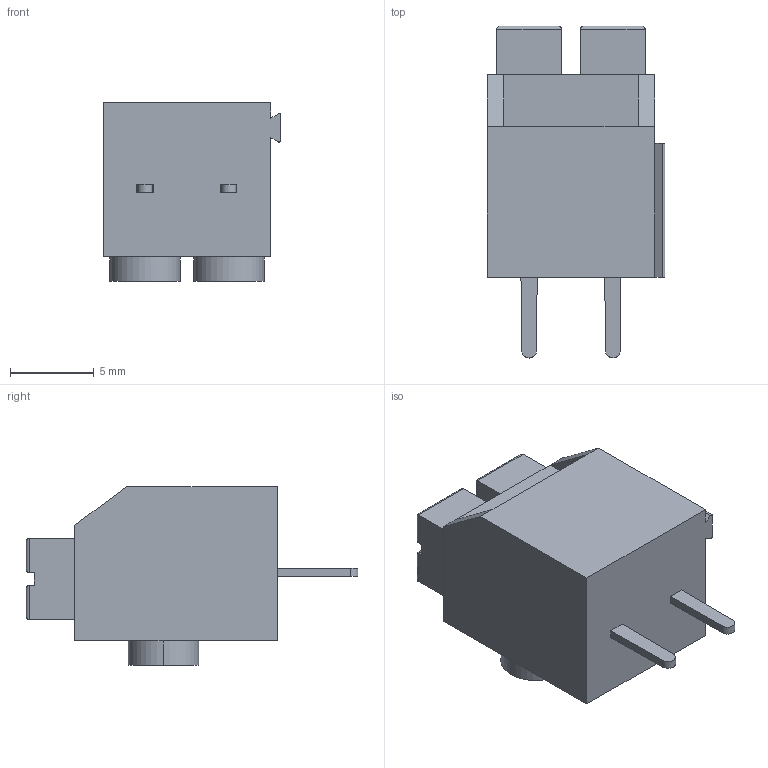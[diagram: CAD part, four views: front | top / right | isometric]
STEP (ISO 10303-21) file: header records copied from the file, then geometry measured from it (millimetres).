
FILE_DESCRIPTION((''),'2;1');
FILE_NAME('PRT0007','2020-05-27T',('P'),(''),'PRO/ENGINEER BY PARAMETRIC TECHNOLOGY CORPORATION, 2010280','PRO/ENGINEER BY PARAMETRIC TECHNOLOGY CORPORATION, 2010280','');
FILE_SCHEMA(('CONFIG_CONTROL_DESIGN'));
Length unit declared in the file: millimetre
Products named in the file (1): PRT0007
Bounding box: 10.6 x 19.8 x 10.65 mm (x, y, z)
Volume: 1170.5 mm3; surface area: 899.3 mm2
Topology: 1 solids, 3 shells, 90 faces, 206 edges, 130 vertices
Faces by surface type: plane 58, cylinder 28, cone 4
Entity records: 2616 total; most frequent: CARTESIAN_POINT 562, ORIENTED_EDGE 412, DIRECTION 396, EDGE_CURVE 206, VECTOR 160, LINE 160, VERTEX_POINT 130, AXIS2_PLACEMENT_3D 118
